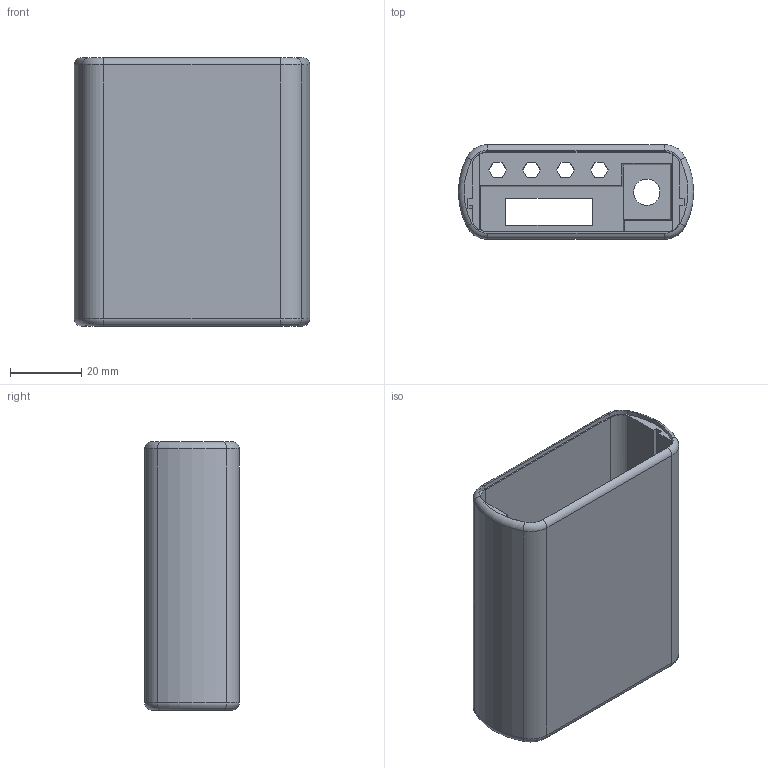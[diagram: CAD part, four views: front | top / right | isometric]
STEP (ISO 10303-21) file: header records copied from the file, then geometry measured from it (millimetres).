
FILE_DESCRIPTION(/* description */ (''),/* implementation_level */ '2;1');
FILE_NAME(/* name */ 'case.step',/* time_stamp */ '2025-11-29T18:12:33+01:00',/* author */ (''),/* organization */ (''),/* preprocessor_version */ 'ST-DEVELOPER v20.1',/* originating_system */ 'Autodesk Translation Framework v14.17.0.0',/* authorisation */ '');
FILE_SCHEMA (('AUTOMOTIVE_DESIGN { 1 0 10303 214 3 1 1 }'));
Length unit declared in the file: millimetre
Products named in the file (2): FOC-Stim v4.1 Case - diglet; Case
Assembly tree (1 placements, depth 2):
  FOC-Stim v4.1 Case - diglet
    Case
Bounding box: 66 x 26.5 x 75.2 mm (x, y, z)
Volume: 30974.8 mm3; surface area: 27482.7 mm2
Topology: 1 solids, 1 shells, 147 faces, 388 edges, 245 vertices
Faces by surface type: plane 101, cylinder 29, torus 12, cone 5
Full cylindrical faces by diameter (mm): 3.2 x3, 7.4 x1, 8 x4
Entity records: 4598 total; most frequent: DIRECTION 803, CARTESIAN_POINT 783, ORIENTED_EDGE 776, EDGE_CURVE 388, LINE 273, VECTOR 273, AXIS2_PLACEMENT_3D 265, VERTEX_POINT 245
